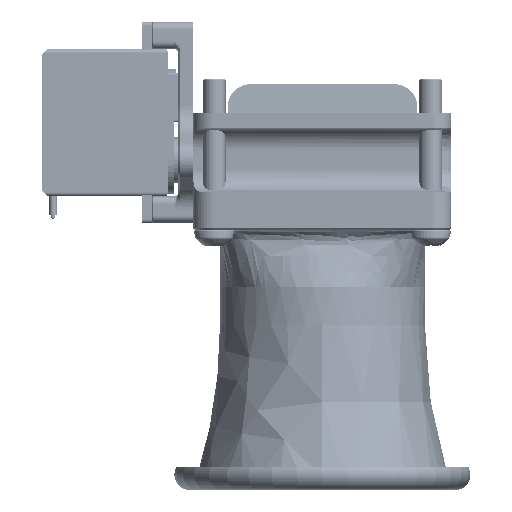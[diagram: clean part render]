
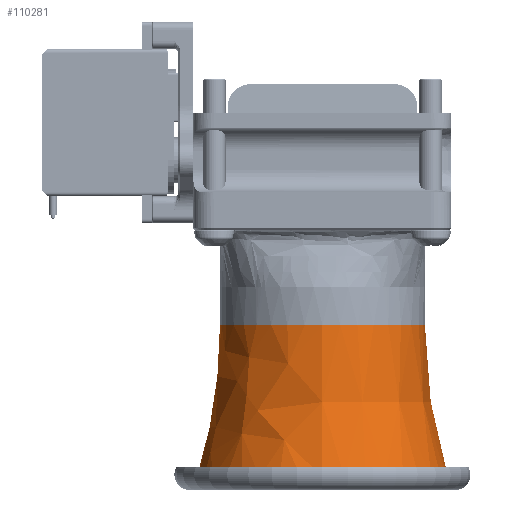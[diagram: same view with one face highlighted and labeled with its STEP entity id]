
A CAD part, left-side view. The second image highlights one B-rep face of the part: STEP entity #110281.
In plain terms, the highlighted free-form (B-spline) face has degree [2, 2] with [3, 9] control points.
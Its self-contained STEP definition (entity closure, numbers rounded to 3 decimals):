
#110197 = EDGE_CURVE('',#110198,#110198,#110200,.T.);
#110198 = VERTEX_POINT('',#110199);
#110199 = CARTESIAN_POINT('',(-143.513,153.989,
    -53.743));
#110200 = CIRCLE('',#110201,33.091);
#110201 = AXIS2_PLACEMENT_3D('',#110202,#110203,#110204);
#110202 = CARTESIAN_POINT('',(-143.513,120.899,
    -53.743));
#110203 = DIRECTION('',(0.,0.,1.));
#110204 = DIRECTION('',(0.,1.,0.));
#110281 = ADVANCED_FACE('',(#110282),#110301,.T.);
#110282 = FACE_BOUND('',#110283,.T.);
#110283 = EDGE_LOOP('',(#110284,#110293,#110299,#110300));
#110284 = ORIENTED_EDGE('',*,*,#110285,.F.);
#110285 = EDGE_CURVE('',#110286,#110286,#110288,.T.);
#110286 = VERTEX_POINT('',#110287);
#110287 = CARTESIAN_POINT('',(-143.513,147.899,
    -13.743));
#110288 = CIRCLE('',#110289,27.);
#110289 = AXIS2_PLACEMENT_3D('',#110290,#110291,#110292);
#110290 = CARTESIAN_POINT('',(-143.513,120.899,
    -13.743));
#110291 = DIRECTION('',(0.,0.,1.));
#110292 = DIRECTION('',(0.,1.,0.));
#110293 = ORIENTED_EDGE('',*,*,#110294,.T.);
#110294 = EDGE_CURVE('',#110286,#110198,#110295,.T.);
#110295 = ( BOUNDED_CURVE() B_SPLINE_CURVE(2,(#110296,#110297,#110298),
.UNSPECIFIED.,.F.,.F.) B_SPLINE_CURVE_WITH_KNOTS((3,3),(3.142,
3.444),.PIECEWISE_BEZIER_KNOTS.) CURVE() 
GEOMETRIC_REPRESENTATION_ITEM() RATIONAL_B_SPLINE_CURVE((1.,
0.989,1.)) REPRESENTATION_ITEM('') );
#110296 = CARTESIAN_POINT('',(-143.513,147.899,
    -13.743));
#110297 = CARTESIAN_POINT('',(-143.513,147.899,
    -34.207));
#110298 = CARTESIAN_POINT('',(-143.513,153.989,
    -53.743));
#110299 = ORIENTED_EDGE('',*,*,#110197,.T.);
#110300 = ORIENTED_EDGE('',*,*,#110294,.F.);
#110301 = ( BOUNDED_SURFACE() B_SPLINE_SURFACE(2,2,(
    (#110302,#110303,#110304,#110305,#110306,#110307,#110308,#110309
      ,#110310)
    ,(#110311,#110312,#110313,#110314,#110315,#110316,#110317,#110318
      ,#110319)
    ,(#110320,#110321,#110322,#110323,#110324,#110325,#110326,#110327
,#110328
  )),.UNSPECIFIED.,.F.,.T.,.F.) B_SPLINE_SURFACE_WITH_KNOTS((3,3),(1,2,2
    ,2,2,2,1),(3.142,3.444),(-1.571,0.,
    1.571,3.142,4.712,6.283,
7.854),.UNSPECIFIED.) GEOMETRIC_REPRESENTATION_ITEM() 
RATIONAL_B_SPLINE_SURFACE((
    (1.,0.707,1.,0.707,1.,0.707,1.
      ,0.707,1.)
    ,(0.989,0.699,0.989,0.699
      ,0.989,0.699,0.989,0.699
      ,0.989)
    ,(1.,0.707,1.,0.707,1.,0.707,1.
,0.707,1.))) REPRESENTATION_ITEM('') SURFACE() );
#110302 = CARTESIAN_POINT('',(-170.513,120.899,
    -13.743));
#110303 = CARTESIAN_POINT('',(-170.513,93.899,
    -13.743));
#110304 = CARTESIAN_POINT('',(-143.513,93.899,
    -13.743));
#110305 = CARTESIAN_POINT('',(-116.513,93.899,
    -13.743));
#110306 = CARTESIAN_POINT('',(-116.513,120.899,
    -13.743));
#110307 = CARTESIAN_POINT('',(-116.513,147.899,
    -13.743));
#110308 = CARTESIAN_POINT('',(-143.513,147.899,
    -13.743));
#110309 = CARTESIAN_POINT('',(-170.513,147.899,
    -13.743));
#110310 = CARTESIAN_POINT('',(-170.513,120.899,
    -13.743));
#110311 = CARTESIAN_POINT('',(-170.513,120.899,
    -34.207));
#110312 = CARTESIAN_POINT('',(-170.513,93.899,
    -34.207));
#110313 = CARTESIAN_POINT('',(-143.513,93.899,
    -34.207));
#110314 = CARTESIAN_POINT('',(-116.513,93.899,
    -34.207));
#110315 = CARTESIAN_POINT('',(-116.513,120.899,
    -34.207));
#110316 = CARTESIAN_POINT('',(-116.513,147.899,
    -34.207));
#110317 = CARTESIAN_POINT('',(-143.513,147.899,
    -34.207));
#110318 = CARTESIAN_POINT('',(-170.513,147.899,
    -34.207));
#110319 = CARTESIAN_POINT('',(-170.513,120.899,
    -34.207));
#110320 = CARTESIAN_POINT('',(-176.604,120.899,
    -53.743));
#110321 = CARTESIAN_POINT('',(-176.604,87.808,
    -53.743));
#110322 = CARTESIAN_POINT('',(-143.513,87.808,
    -53.743));
#110323 = CARTESIAN_POINT('',(-110.423,87.808,
    -53.743));
#110324 = CARTESIAN_POINT('',(-110.423,120.899,
    -53.743));
#110325 = CARTESIAN_POINT('',(-110.423,153.989,
    -53.743));
#110326 = CARTESIAN_POINT('',(-143.513,153.989,
    -53.743));
#110327 = CARTESIAN_POINT('',(-176.604,153.989,
    -53.743));
#110328 = CARTESIAN_POINT('',(-176.604,120.899,
    -53.743));
